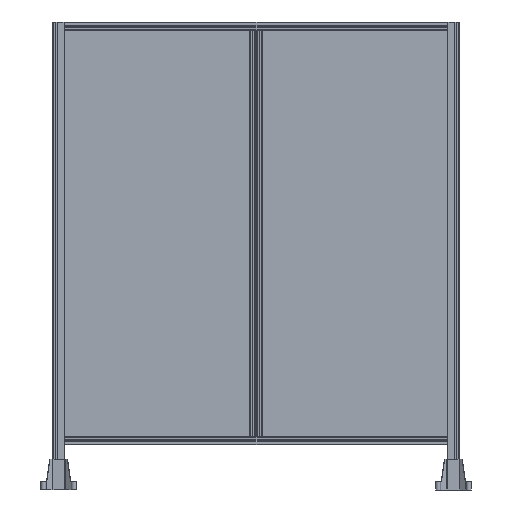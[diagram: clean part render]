
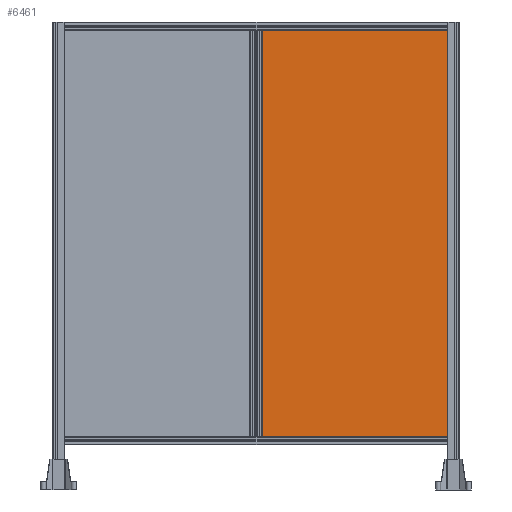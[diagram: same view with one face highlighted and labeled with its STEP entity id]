
A CAD part, front view. The second image highlights one B-rep face of the part: STEP entity #6461.
In plain terms, the highlighted planar face has unit normal (0, -1, 0).
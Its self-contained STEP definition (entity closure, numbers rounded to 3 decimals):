
#395=CARTESIAN_POINT('',(894.797,-5.661,-888.002));
#396=VERTEX_POINT('',#395);
#397=CARTESIAN_POINT('',(894.797,-5.661,1109.998));
#398=VERTEX_POINT('',#397);
#1118=CARTESIAN_POINT('',(920.242,-5.661,1109.998));
#1119=VERTEX_POINT('',#1118);
#1127=CARTESIAN_POINT('',(894.797,-5.661,1109.998));
#1128=DIRECTION('',(1.0,0.0,0.0));
#1129=VECTOR('',#1128,25.444);
#1130=LINE('',#1127,#1129);
#1131=EDGE_CURVE('',#398,#1119,#1130,.T.);
#2802=CARTESIAN_POINT('',(920.242,-5.661,-888.002));
#2803=VERTEX_POINT('',#2802);
#2804=CARTESIAN_POINT('',(920.242,-5.661,-888.002));
#2805=DIRECTION('',(-1.0,0.0,0.0));
#2806=VECTOR('',#2805,25.444);
#2807=LINE('',#2804,#2806);
#2808=EDGE_CURVE('',#2803,#396,#2807,.T.);
#5192=CARTESIAN_POINT('',(920.242,-5.661,-888.002));
#5193=DIRECTION('',(0.0,0.0,1.0));
#5194=VECTOR('',#5193,1998.0);
#5195=LINE('',#5192,#5194);
#5196=EDGE_CURVE('',#2803,#1119,#5195,.T.);
#6381=CARTESIAN_POINT('',(1374.797,-5.661,110.998));
#6382=DIRECTION('',(0.0,1.0,0.0));
#6383=DIRECTION('',(0.0,0.0,1.0));
#6384=AXIS2_PLACEMENT_3D('',#6381,#6382,#6383);
#6385=PLANE('',#6384);
#6386=ORIENTED_EDGE('',*,*,#1131,.T.);
#6387=ORIENTED_EDGE('',*,*,#5196,.F.);
#6388=ORIENTED_EDGE('',*,*,#2808,.T.);
#6389=CARTESIAN_POINT('',(894.797,-5.661,-888.558));
#6390=VERTEX_POINT('',#6389);
#6391=CARTESIAN_POINT('',(894.797,-5.661,-888.558));
#6392=DIRECTION('',(0.0,0.0,1.0));
#6393=VECTOR('',#6392,0.556);
#6394=LINE('',#6391,#6393);
#6395=EDGE_CURVE('',#6390,#396,#6394,.T.);
#6396=ORIENTED_EDGE('',*,*,#6395,.F.);
#6397=CARTESIAN_POINT('',(1830.797,-5.661,-888.558));
#6398=VERTEX_POINT('',#6397);
#6399=CARTESIAN_POINT('',(1830.797,-5.661,-888.558));
#6400=DIRECTION('',(-1.0,0.0,0.0));
#6401=VECTOR('',#6400,936.);
#6402=LINE('',#6399,#6401);
#6403=EDGE_CURVE('',#6398,#6390,#6402,.T.);
#6404=ORIENTED_EDGE('',*,*,#6403,.F.);
#6405=CARTESIAN_POINT('',(1830.797,-5.661,-914.002));
#6406=VERTEX_POINT('',#6405);
#6407=CARTESIAN_POINT('',(1830.797,-5.661,-888.558));
#6408=DIRECTION('',(0.0,0.0,-1.0));
#6409=VECTOR('',#6408,25.444);
#6410=LINE('',#6407,#6409);
#6411=EDGE_CURVE('',#6398,#6406,#6410,.T.);
#6412=ORIENTED_EDGE('',*,*,#6411,.T.);
#6413=CARTESIAN_POINT('',(1854.797,-5.661,-914.002));
#6414=VERTEX_POINT('',#6413);
#6415=CARTESIAN_POINT('',(1854.797,-5.661,-914.002));
#6416=DIRECTION('',(-1.0,0.0,0.0));
#6417=VECTOR('',#6416,24.);
#6418=LINE('',#6415,#6417);
#6419=EDGE_CURVE('',#6414,#6406,#6418,.T.);
#6420=ORIENTED_EDGE('',*,*,#6419,.F.);
#6421=CARTESIAN_POINT('',(1854.797,-5.661,1135.998));
#6422=VERTEX_POINT('',#6421);
#6423=CARTESIAN_POINT('',(1854.797,-5.661,1135.998));
#6424=DIRECTION('',(0.0,0.0,-1.0));
#6425=VECTOR('',#6424,2050.);
#6426=LINE('',#6423,#6425);
#6427=EDGE_CURVE('',#6422,#6414,#6426,.T.);
#6428=ORIENTED_EDGE('',*,*,#6427,.F.);
#6429=CARTESIAN_POINT('',(1830.797,-5.661,1135.998));
#6430=VERTEX_POINT('',#6429);
#6431=CARTESIAN_POINT('',(1830.797,-5.661,1135.998));
#6432=DIRECTION('',(1.0,0.0,0.0));
#6433=VECTOR('',#6432,24.);
#6434=LINE('',#6431,#6433);
#6435=EDGE_CURVE('',#6430,#6422,#6434,.T.);
#6436=ORIENTED_EDGE('',*,*,#6435,.F.);
#6437=CARTESIAN_POINT('',(1830.797,-5.661,1110.558));
#6438=VERTEX_POINT('',#6437);
#6439=CARTESIAN_POINT('',(1830.797,-5.661,1135.998));
#6440=DIRECTION('',(0.0,0.0,-1.0));
#6441=VECTOR('',#6440,25.44);
#6442=LINE('',#6439,#6441);
#6443=EDGE_CURVE('',#6430,#6438,#6442,.T.);
#6444=ORIENTED_EDGE('',*,*,#6443,.T.);
#6445=CARTESIAN_POINT('',(894.797,-5.661,1110.558));
#6446=VERTEX_POINT('',#6445);
#6447=CARTESIAN_POINT('',(894.797,-5.661,1110.558));
#6448=DIRECTION('',(1.0,0.0,0.0));
#6449=VECTOR('',#6448,936.);
#6450=LINE('',#6447,#6449);
#6451=EDGE_CURVE('',#6446,#6438,#6450,.T.);
#6452=ORIENTED_EDGE('',*,*,#6451,.F.);
#6453=CARTESIAN_POINT('',(894.797,-5.661,1109.998));
#6454=DIRECTION('',(0.0,0.0,1.0));
#6455=VECTOR('',#6454,0.56);
#6456=LINE('',#6453,#6455);
#6457=EDGE_CURVE('',#398,#6446,#6456,.T.);
#6458=ORIENTED_EDGE('',*,*,#6457,.F.);
#6459=EDGE_LOOP('',(#6386,#6387,#6388,#6396,#6404,#6412,#6420,#6428,#6436,#6444,#6452,#6458));
#6460=FACE_OUTER_BOUND('',#6459,.T.);
#6461=ADVANCED_FACE('',(#6460),#6385,.F.);
